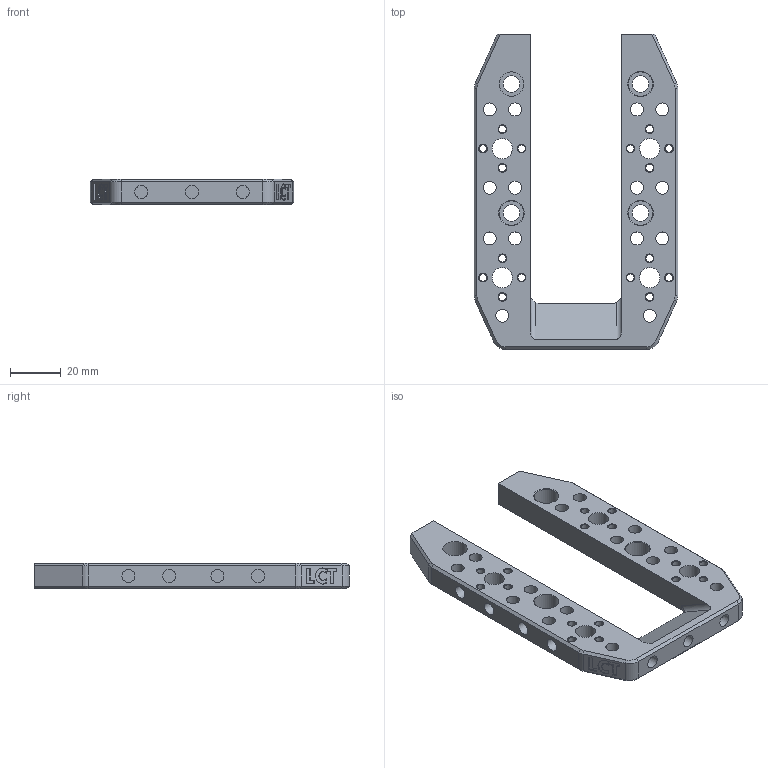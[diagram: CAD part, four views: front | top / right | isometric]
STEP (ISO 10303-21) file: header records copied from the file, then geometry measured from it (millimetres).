
FILE_DESCRIPTION(/* description */ (''),/* implementation_level */ '2;1');
FILE_NAME(/* name */ 'TOP PLATE.step',/* time_stamp */ '2021-03-29T11:10:57-03:00',/* author */ (''),/* organization */ (''),/* preprocessor_version */ 'ST-DEVELOPER v18.1',/* originating_system */ 'Autodesk Translation Framework v9.10.0.1330',/* authorisation */ '');
FILE_SCHEMA (('AUTOMOTIVE_DESIGN { 1 0 10303 214 3 1 1 }'));
Length unit declared in the file: millimetre
Products named in the file (1): TOP PLATE
Bounding box: 80 x 124 x 10 mm (x, y, z)
Volume: 44907.6 mm3; surface area: 22689 mm2
Topology: 1 solids, 1 shells, 246 faces, 600 edges, 379 vertices
Faces by surface type: plane 86, cylinder 65, cone 51, bspline 44
Full cylindrical faces by diameter (mm): 3 x16, 3.529 x2, 5.116 x25, 6.5 x4, 7.94 x4, 9.6 x4
Entity records: 7798 total; most frequent: CARTESIAN_POINT 1992, ORIENTED_EDGE 1200, DIRECTION 1095, EDGE_CURVE 600, AXIS2_PLACEMENT_3D 382, VERTEX_POINT 379, EDGE_LOOP 345, LINE 331
